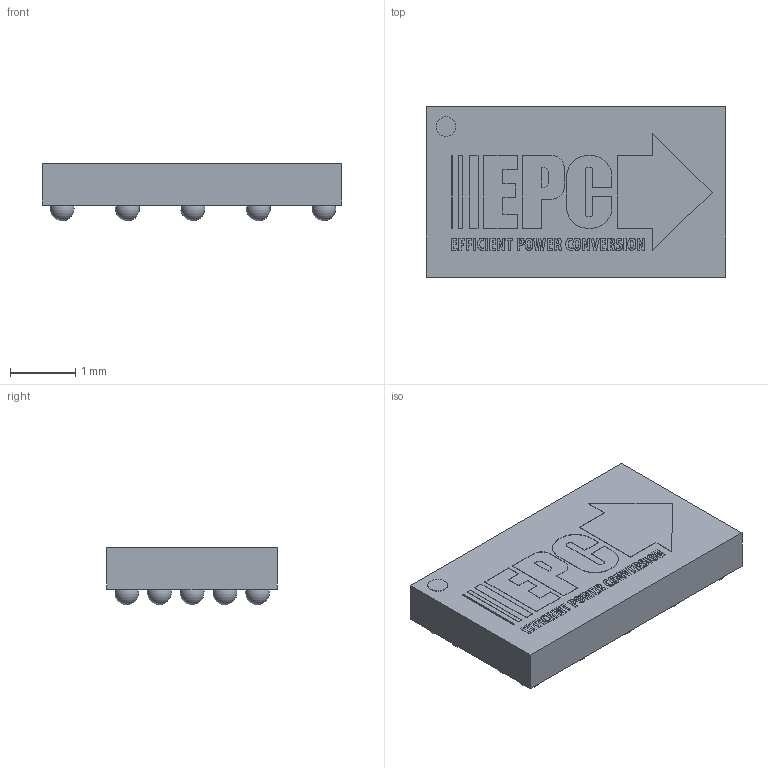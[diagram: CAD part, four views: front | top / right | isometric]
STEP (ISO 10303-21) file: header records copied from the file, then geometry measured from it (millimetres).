
FILE_DESCRIPTION(('FreeCAD Model'),'2;1');
FILE_NAME('Open CASCADE Shape Model','2023-11-27T13:27:30',(''),(''), 'Open CASCADE STEP processor 7.6','FreeCAD','Unknown');
FILE_SCHEMA(('AUTOMOTIVE_DESIGN { 1 0 10303 214 1 1 1 1 }'));
Length unit declared in the file: millimetre
Products named in the file (64): D0386; EPClogo4mm; Green008; Green001; Green002; Green003; Green004; Green005; Green006; Green007; Extrude024; Extrude; Extrude001; Extrude002; Extrude003; Extrude004; Extrude005; Extrude006; Extrude007; Extrude008; Extrude009; Extrude010; Extrude011; Extrude012; Extrude013; Extrude014; Extrude015; Extrude016; Extrude017; Extrude018; Extrude019; Extrude020; Extrude021; Extrude022; Extrude023; 7792352352; Sphere; 7792352352001; 7792352352002; 7792352352003 ...
Assembly tree (86 placements, depth 4):
  D0386
    EPClogo4mm
      Green008
        Green001
        Green002
        Green003
        Green004
        Green005
        Green006
        Green007
      Extrude024
        Extrude
        Extrude001
        Extrude002
        Extrude003
        Extrude004
        Extrude005
        Extrude006
        Extrude007
        Extrude008
        Extrude009
        Extrude010
        Extrude011
        Extrude012
        Extrude013
        Extrude014
        Extrude015
        Extrude016
        Extrude017
        Extrude018
        Extrude019
        Extrude020
        Extrude021
        Extrude022
        Extrude023
    7792352352
      Sphere
    7792352352001
      Sphere
    7792352352002
      Sphere
    7792352352003
      Sphere
    7792352352004
      Sphere
    7792352352005
      Sphere
    7792352352006
      Sphere
    7792352352007
      Sphere
    7792352352008
      Sphere
    7792352352009
      Sphere
    7792352352010
      Sphere
    7792352352011
      Sphere
    7792352352012
Bounding box: 4.58 x 2.6 x 0.88 mm (x, y, z)
Volume: 8.1 mm3; surface area: 50.5 mm2
Topology: 57 solids, 57 shells, 517 faces, 1353 edges, 902 vertices
Faces by surface type: plane 236, bspline 152, extrusion 104, sphere 24, cylinder 1
Full cylindrical faces by diameter (mm): 0.3 x1
Entity records: 16813 total; most frequent: CARTESIAN_POINT 4523, ORIENTED_EDGE 2562, DIRECTION 1415, EDGE_CURVE 1281, VERTEX_POINT 855, VECTOR 761, B_SPLINE_CURVE_WITH_KNOTS 726, LINE 657
